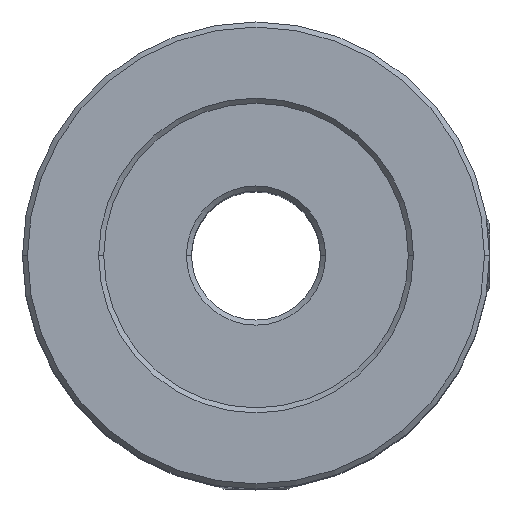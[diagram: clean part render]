
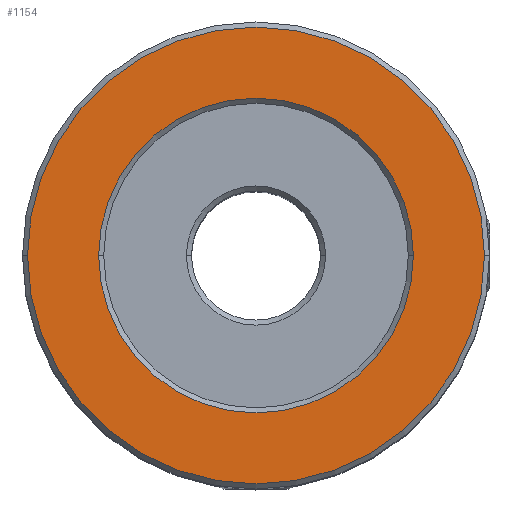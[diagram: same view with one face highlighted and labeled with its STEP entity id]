
A CAD part, top view. The second image highlights one B-rep face of the part: STEP entity #1154.
In plain terms, the highlighted planar face has unit normal (0, 0, 1).
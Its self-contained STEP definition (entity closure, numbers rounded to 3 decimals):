
#104 = VERTEX_POINT ( 'NONE', #2095 ) ;
#159 = CIRCLE ( 'NONE', #1682, 7.75 ) ;
#307 = DIRECTION ( 'NONE',  ( 0., 0., 1. ) ) ;
#385 = CARTESIAN_POINT ( 'NONE',  ( 11.25, 0., 27. ) ) ;
#579 = CIRCLE ( 'NONE', #2189, 7.75 ) ;
#1042 = EDGE_CURVE ( 'NONE', #104, #4677, #159, .T. ) ;
#1154 = ADVANCED_FACE ( 'NONE', ( #3869, #3120 ), #2118, .T. ) ;
#1284 = EDGE_CURVE ( 'NONE', #1724, #2576, #4704, .T. ) ;
#1309 = AXIS2_PLACEMENT_3D ( 'NONE', #2417, #1693, #4560 ) ;
#1561 = CARTESIAN_POINT ( 'NONE',  ( -7.75, 0., 27. ) ) ;
#1682 = AXIS2_PLACEMENT_3D ( 'NONE', #4128, #1960, #1977 ) ;
#1693 = DIRECTION ( 'NONE',  ( 0., 0., 1. ) ) ;
#1724 = VERTEX_POINT ( 'NONE', #3982 ) ;
#1738 = DIRECTION ( 'NONE',  ( 1., 0., 0. ) ) ;
#1960 = DIRECTION ( 'NONE',  ( 0., 0., -1. ) ) ;
#1977 = DIRECTION ( 'NONE',  ( 1., 0., 0. ) ) ;
#2095 = CARTESIAN_POINT ( 'NONE',  ( 7.75, 0., 27. ) ) ;
#2118 = PLANE ( 'NONE',  #3445 ) ;
#2189 = AXIS2_PLACEMENT_3D ( 'NONE', #3418, #3394, #3032 ) ;
#2417 = CARTESIAN_POINT ( 'NONE',  ( 0., 0., 27. ) ) ;
#2576 = VERTEX_POINT ( 'NONE', #385 ) ;
#2587 = CARTESIAN_POINT ( 'NONE',  ( 0., 0., 27. ) ) ;
#2889 = DIRECTION ( 'NONE',  ( 1., 0., 0. ) ) ;
#2964 = DIRECTION ( 'NONE',  ( 0., 0., 1. ) ) ;
#3032 = DIRECTION ( 'NONE',  ( 1., 0., 0. ) ) ;
#3120 = FACE_OUTER_BOUND ( 'NONE', #3295, .T. ) ;
#3153 = ORIENTED_EDGE ( 'NONE', *, *, #1284, .T. ) ;
#3295 = EDGE_LOOP ( 'NONE', ( #3153, #4326 ) ) ;
#3333 = ORIENTED_EDGE ( 'NONE', *, *, #3951, .T. ) ;
#3394 = DIRECTION ( 'NONE',  ( 0., 0., -1. ) ) ;
#3418 = CARTESIAN_POINT ( 'NONE',  ( 0., 0., 27. ) ) ;
#3445 = AXIS2_PLACEMENT_3D ( 'NONE', #4652, #307, #1738 ) ;
#3561 = EDGE_CURVE ( 'NONE', #2576, #1724, #4364, .T. ) ;
#3804 = EDGE_LOOP ( 'NONE', ( #4529, #3333 ) ) ;
#3869 = FACE_BOUND ( 'NONE', #3804, .T. ) ;
#3951 = EDGE_CURVE ( 'NONE', #4677, #104, #579, .T. ) ;
#3982 = CARTESIAN_POINT ( 'NONE',  ( -11.25, 0., 27. ) ) ;
#4128 = CARTESIAN_POINT ( 'NONE',  ( 0., 0., 27. ) ) ;
#4326 = ORIENTED_EDGE ( 'NONE', *, *, #3561, .T. ) ;
#4364 = CIRCLE ( 'NONE', #1309, 11.25 ) ;
#4400 = AXIS2_PLACEMENT_3D ( 'NONE', #2587, #2964, #2889 ) ;
#4529 = ORIENTED_EDGE ( 'NONE', *, *, #1042, .T. ) ;
#4560 = DIRECTION ( 'NONE',  ( 1., 0., 0. ) ) ;
#4652 = CARTESIAN_POINT ( 'NONE',  ( 0., 0., 27. ) ) ;
#4677 = VERTEX_POINT ( 'NONE', #1561 ) ;
#4704 = CIRCLE ( 'NONE', #4400, 11.25 ) ;
